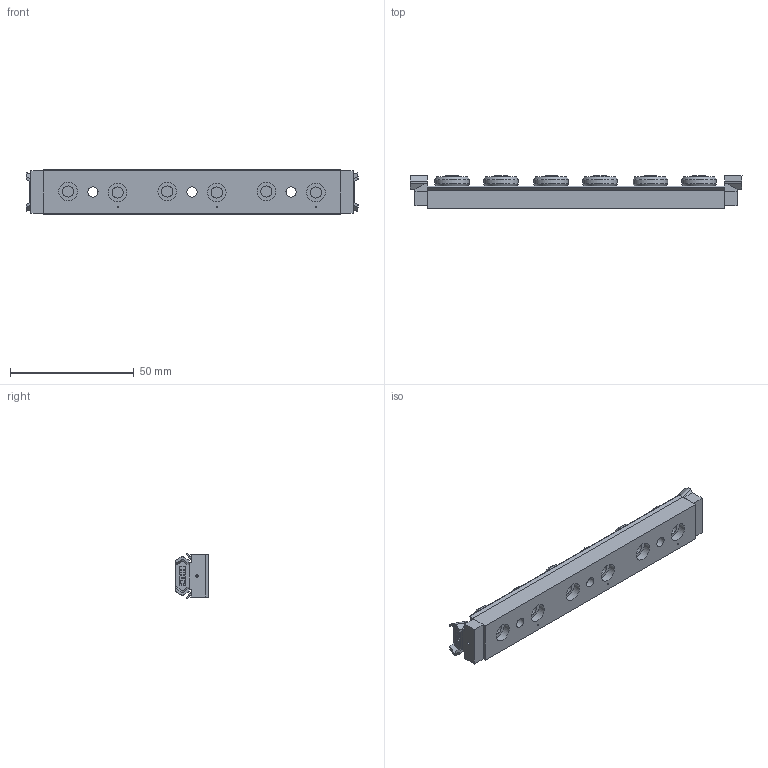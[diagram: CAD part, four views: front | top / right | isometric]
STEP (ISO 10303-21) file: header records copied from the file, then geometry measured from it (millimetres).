
FILE_DESCRIPTION((''),'2;1');
FILE_NAME('CL 18-33-B.2RS.AXS.stp','2016-02-12T09:25:54',('MRathmann'),(''),'Autodesk Inventor 2012','Autodesk Inventor 2012','');
FILE_SCHEMA(('CONFIG_CONTROL_DESIGN'));
Length unit declared in the file: millimetre
Products named in the file (5): CL 18-33-B.2RS.AXS; LL.CL 18-33-B; Dummy 14-18 ; D-ABS X18; Abstreiferlippe-120mm
Assembly tree (11 placements, depth 2):
  CL 18-33-B.2RS.AXS
    LL.CL 18-33-B
    Dummy 14-18   x6
    D-ABS X18  x2
    Abstreiferlippe-120mm  x2
Bounding box: 134 x 13.25 x 18.28 mm (x, y, z)
Volume: 18749.7 mm3; surface area: 18989.4 mm2
Topology: 11 solids, 11 shells, 325 faces, 770 edges, 507 vertices
Faces by surface type: plane 212, cylinder 90, cone 17, bspline 6
Full cylindrical faces by diameter (mm): 0.5 x3, 1 x2, 2.459 x2, 4.134 x3, 4.5 x6, 5 x6, 6 x12, 7.5 x6, 9 x6
Entity records: 5010 total; most frequent: CARTESIAN_POINT 850, DIRECTION 847, ORIENTED_EDGE 742, EDGE_CURVE 371, AXIS2_PLACEMENT_3D 292, VERTEX_POINT 268, VECTOR 263, LINE 263
